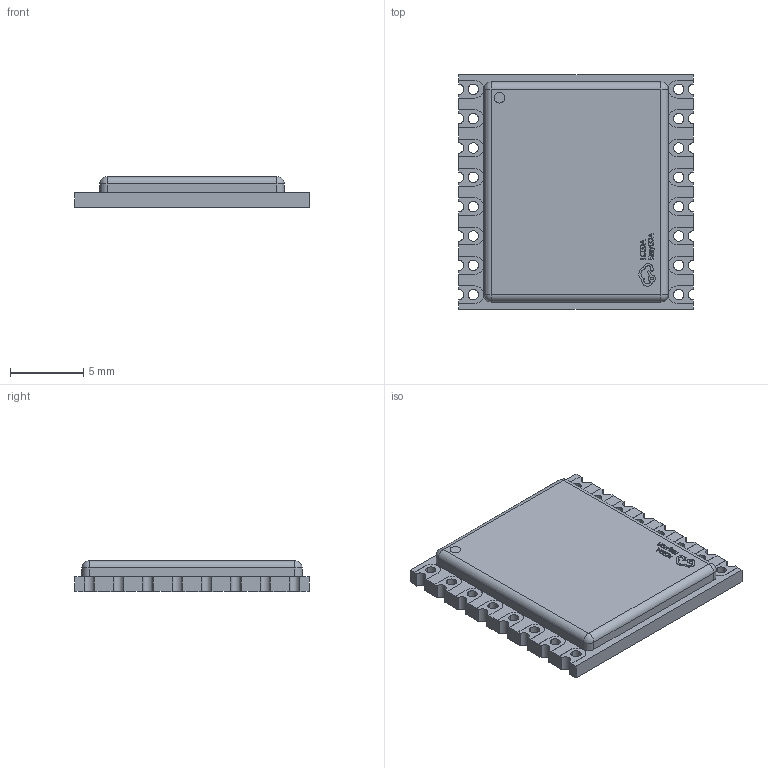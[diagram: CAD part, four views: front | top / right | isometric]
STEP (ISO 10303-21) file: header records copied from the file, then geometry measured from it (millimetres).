
FILE_DESCRIPTION (( 'STEP AP214' ), '1' );
FILE_NAME ('COMM-SMD_LORA1276-C1-915MHZ.STEP', '2022-06-24T15:43:25', ( '' ), ( '' ), 'SwSTEP 2.0', 'SolidWorks 2020', '' );
FILE_SCHEMA (( 'AUTOMOTIVE_DESIGN' ));
Length unit declared in the file: millimetre
Products named in the file (1): COMM-SMD_LORA1276-C1-915MHZ
Bounding box: 16 x 16 x 2.12 mm (x, y, z)
Volume: 451.3 mm3; surface area: 649.9 mm2
Topology: 1 solids, 1 shells, 442 faces, 1249 edges, 826 vertices
Faces by surface type: plane 250, bspline 98, cylinder 90, sphere 4
Entity records: 19705 total; most frequent: CARTESIAN_POINT 3820, ORIENTED_EDGE 2490, DIRECTION 1915, EDGE_CURVE 1245, LINE 865, VECTOR 865, VERTEX_POINT 826, AXIS2_PLACEMENT_3D 525
